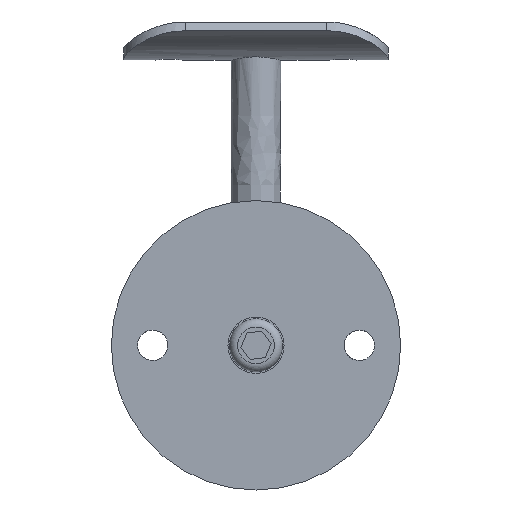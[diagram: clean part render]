
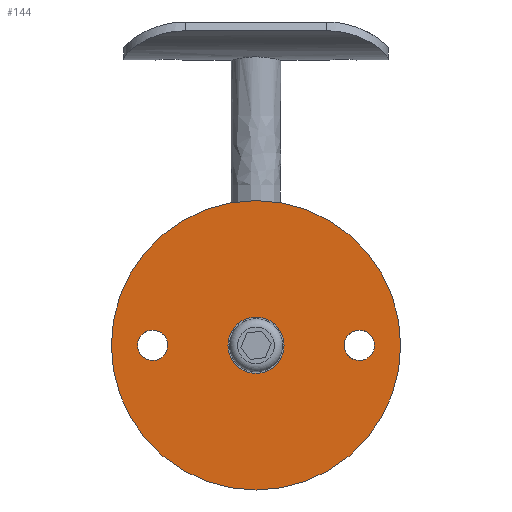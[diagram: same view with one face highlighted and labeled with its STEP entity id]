
A CAD part, left-side view. The second image highlights one B-rep face of the part: STEP entity #144.
In plain terms, the highlighted planar face has unit normal (-1, 0, 0).
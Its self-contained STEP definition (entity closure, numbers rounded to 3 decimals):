
#106=PLANE('',#798);
#144=ADVANCED_FACE('',(#203,#204,#205,#206),#106,.F.);
#163=CIRCLE('',#793,6.793);
#164=CIRCLE('',#795,35.);
#165=CIRCLE('',#796,3.675);
#166=CIRCLE('',#797,3.675);
#203=FACE_BOUND('',#275,.T.);
#204=FACE_BOUND('',#276,.T.);
#205=FACE_BOUND('',#277,.T.);
#206=FACE_BOUND('',#278,.T.);
#275=EDGE_LOOP('',(#441));
#276=EDGE_LOOP('',(#442));
#277=EDGE_LOOP('',(#443));
#278=EDGE_LOOP('',(#444));
#441=ORIENTED_EDGE('',*,*,#595,.T.);
#442=ORIENTED_EDGE('',*,*,#596,.F.);
#443=ORIENTED_EDGE('',*,*,#597,.T.);
#444=ORIENTED_EDGE('',*,*,#598,.T.);
#512=VERTEX_POINT('',#2875);
#513=VERTEX_POINT('',#2878);
#514=VERTEX_POINT('',#2880);
#515=VERTEX_POINT('',#2882);
#595=EDGE_CURVE('',#512,#512,#163,.T.);
#596=EDGE_CURVE('',#513,#513,#164,.T.);
#597=EDGE_CURVE('',#514,#514,#165,.T.);
#598=EDGE_CURVE('',#515,#515,#166,.T.);
#793=AXIS2_PLACEMENT_3D('',#2874,#948,#949);
#795=AXIS2_PLACEMENT_3D('',#2877,#952,#953);
#796=AXIS2_PLACEMENT_3D('',#2879,#954,#955);
#797=AXIS2_PLACEMENT_3D('',#2881,#956,#957);
#798=AXIS2_PLACEMENT_3D('',#2883,#958,#959);
#948=DIRECTION('',(1.,0.,0.));
#949=DIRECTION('',(0.,1.,0.));
#952=DIRECTION('',(1.,0.,0.));
#953=DIRECTION('',(0.,0.,-1.));
#954=DIRECTION('',(1.,0.,0.));
#955=DIRECTION('',(0.,0.,-1.));
#956=DIRECTION('',(1.,0.,0.));
#957=DIRECTION('',(0.,0.,-1.));
#958=DIRECTION('',(1.,0.,0.));
#959=DIRECTION('',(0.,0.,1.));
#2874=CARTESIAN_POINT('',(-7.,0.,0.));
#2875=CARTESIAN_POINT('',(-7.,6.793,0.));
#2877=CARTESIAN_POINT('',(-7.,0.,0.));
#2878=CARTESIAN_POINT('',(-7.,0.,-35.));
#2879=CARTESIAN_POINT('',(-7.,25.,0.));
#2880=CARTESIAN_POINT('',(-7.,25.,-3.675));
#2881=CARTESIAN_POINT('',(-7.,-25.,0.));
#2882=CARTESIAN_POINT('',(-7.,-25.,-3.675));
#2883=CARTESIAN_POINT('',(-7.,0.,0.));
